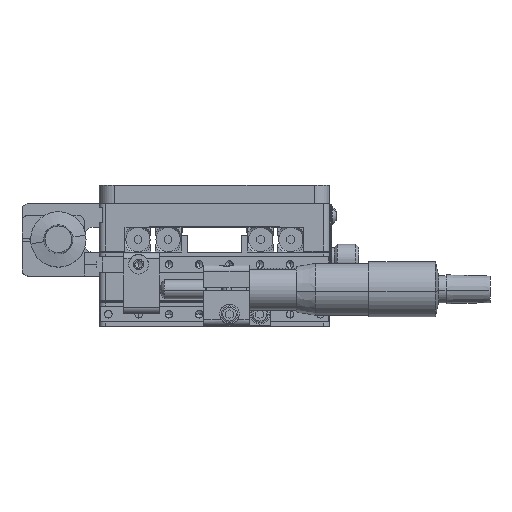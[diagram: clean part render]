
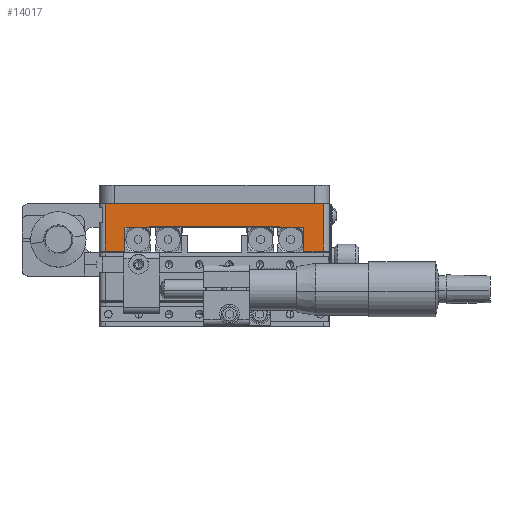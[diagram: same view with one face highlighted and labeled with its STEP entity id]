
A CAD part, top view. The second image highlights one B-rep face of the part: STEP entity #14017.
In plain terms, the highlighted planar face has unit normal (0, 0, 1).
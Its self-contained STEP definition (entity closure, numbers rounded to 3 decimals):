
#305 = LINE ( 'NONE', #33190, #47438 ) ;
#398 = CARTESIAN_POINT ( 'NONE',  ( -36., 16.4, 38. ) ) ;
#1168 = VERTEX_POINT ( 'NONE', #24907 ) ;
#1694 = EDGE_CURVE ( 'NONE', #48954, #76550, #42130, .T. ) ;
#2118 = ORIENTED_EDGE ( 'NONE', *, *, #58106, .F. ) ;
#3421 = CARTESIAN_POINT ( 'NONE',  ( 21.5, 24.3, 38. ) ) ;
#3860 = DIRECTION ( 'NONE',  ( -1., 0., 0. ) ) ;
#5374 = CARTESIAN_POINT ( 'NONE',  ( -38., 32.2, 38. ) ) ;
#9078 = ORIENTED_EDGE ( 'NONE', *, *, #68858, .F. ) ;
#11172 = CARTESIAN_POINT ( 'NONE',  ( -29.5, 16.4, 38. ) ) ;
#11518 = CARTESIAN_POINT ( 'NONE',  ( 29.5, 24.3, 38. ) ) ;
#11764 = VECTOR ( 'NONE', #3860, 1000. ) ;
#12824 = LINE ( 'NONE', #43058, #11764 ) ;
#12994 = CARTESIAN_POINT ( 'NONE',  ( -29.5, 16.4, 38. ) ) ;
#14017 = ADVANCED_FACE ( 'NONE', ( #25258 ), #75095, .F. ) ;
#15736 = LINE ( 'NONE', #11172, #58712 ) ;
#15788 = EDGE_CURVE ( 'NONE', #42917, #24926, #59792, .T. ) ;
#17872 = VERTEX_POINT ( 'NONE', #24447 ) ;
#18256 = ORIENTED_EDGE ( 'NONE', *, *, #1694, .F. ) ;
#18534 = DIRECTION ( 'NONE',  ( -1., 0., 0. ) ) ;
#18816 = CARTESIAN_POINT ( 'NONE',  ( -38., 16.4, 38. ) ) ;
#19149 = CARTESIAN_POINT ( 'NONE',  ( -21.5, 24.3, 38. ) ) ;
#20947 = DIRECTION ( 'NONE',  ( -1., 0., 0. ) ) ;
#21003 = VECTOR ( 'NONE', #83181, 1000. ) ;
#22018 = ORIENTED_EDGE ( 'NONE', *, *, #72023, .F. ) ;
#23382 = EDGE_CURVE ( 'NONE', #30532, #48954, #15736, .T. ) ;
#24325 = DIRECTION ( 'NONE',  ( 0., -1., 0. ) ) ;
#24447 = CARTESIAN_POINT ( 'NONE',  ( 36., 32.2, 38. ) ) ;
#24907 = CARTESIAN_POINT ( 'NONE',  ( -36., 32.2, 38. ) ) ;
#24926 = VERTEX_POINT ( 'NONE', #52291 ) ;
#25121 = CARTESIAN_POINT ( 'NONE',  ( 29.5, 24.3, 38. ) ) ;
#25258 = FACE_OUTER_BOUND ( 'NONE', #33097, .T. ) ;
#26174 = CARTESIAN_POINT ( 'NONE',  ( 36., 25.8, 38. ) ) ;
#26256 = CARTESIAN_POINT ( 'NONE',  ( -36., 25.8, 38. ) ) ;
#26937 = ORIENTED_EDGE ( 'NONE', *, *, #61566, .T. ) ;
#28507 = DIRECTION ( 'NONE',  ( 1., 0., 0. ) ) ;
#29284 = EDGE_CURVE ( 'NONE', #1168, #76550, #60427, .T. ) ;
#29579 = CARTESIAN_POINT ( 'NONE',  ( 36., 16.4, 38. ) ) ;
#29983 = VERTEX_POINT ( 'NONE', #29579 ) ;
#30122 = VECTOR ( 'NONE', #38296, 1000. ) ;
#30378 = DIRECTION ( 'NONE',  ( -1., 0., 0. ) ) ;
#30453 = VERTEX_POINT ( 'NONE', #56288 ) ;
#30532 = VERTEX_POINT ( 'NONE', #70227 ) ;
#31101 = CARTESIAN_POINT ( 'NONE',  ( -21.5, 24.4, 38. ) ) ;
#32009 = VECTOR ( 'NONE', #83713, 1000. ) ;
#32641 = ORIENTED_EDGE ( 'NONE', *, *, #50177, .F. ) ;
#32719 = DIRECTION ( 'NONE',  ( 0., 1., 0. ) ) ;
#33097 = EDGE_LOOP ( 'NONE', ( #9078, #26937, #33762, #37582, #18256, #42583, #42290, #2118, #72190, #53604, #32641, #22018 ) ) ;
#33190 = CARTESIAN_POINT ( 'NONE',  ( 29.5, 16.4, 38. ) ) ;
#33762 = ORIENTED_EDGE ( 'NONE', *, *, #75988, .F. ) ;
#35883 = DIRECTION ( 'NONE',  ( 0., 0., -1. ) ) ;
#37582 = ORIENTED_EDGE ( 'NONE', *, *, #29284, .T. ) ;
#38296 = DIRECTION ( 'NONE',  ( 0., -1., 0. ) ) ;
#39337 = LINE ( 'NONE', #19149, #30122 ) ;
#39629 = CARTESIAN_POINT ( 'NONE',  ( -21.5, 24.4, 38. ) ) ;
#40096 = VECTOR ( 'NONE', #18534, 1000. ) ;
#40439 = VERTEX_POINT ( 'NONE', #39629 ) ;
#42130 = LINE ( 'NONE', #18816, #40096 ) ;
#42290 = ORIENTED_EDGE ( 'NONE', *, *, #82852, .F. ) ;
#42583 = ORIENTED_EDGE ( 'NONE', *, *, #23382, .F. ) ;
#42917 = VERTEX_POINT ( 'NONE', #65531 ) ;
#43058 = CARTESIAN_POINT ( 'NONE',  ( -29.5, 24.3, 38. ) ) ;
#43079 = VECTOR ( 'NONE', #30378, 1000. ) ;
#45474 = LINE ( 'NONE', #5374, #21003 ) ;
#46090 = LINE ( 'NONE', #26174, #83903 ) ;
#46952 = CARTESIAN_POINT ( 'NONE',  ( 29.5, 16.4, 38. ) ) ;
#47438 = VECTOR ( 'NONE', #72965, 1000. ) ;
#48264 = CARTESIAN_POINT ( 'NONE',  ( -38., 25.8, 38. ) ) ;
#48954 = VERTEX_POINT ( 'NONE', #12994 ) ;
#50177 = EDGE_CURVE ( 'NONE', #50645, #42917, #60525, .T. ) ;
#50645 = VERTEX_POINT ( 'NONE', #25121 ) ;
#52291 = CARTESIAN_POINT ( 'NONE',  ( 21.5, 24.4, 38. ) ) ;
#53604 = ORIENTED_EDGE ( 'NONE', *, *, #15788, .F. ) ;
#56288 = CARTESIAN_POINT ( 'NONE',  ( 29.5, 16.4, 38. ) ) ;
#58106 = EDGE_CURVE ( 'NONE', #40439, #66976, #39337, .T. ) ;
#58712 = VECTOR ( 'NONE', #24325, 1000. ) ;
#59461 = VECTOR ( 'NONE', #79189, 1000. ) ;
#59792 = LINE ( 'NONE', #3421, #83301 ) ;
#60427 = LINE ( 'NONE', #26256, #59461 ) ;
#60525 = LINE ( 'NONE', #11518, #43079 ) ;
#61522 = DIRECTION ( 'NONE',  ( 0., 1., 0. ) ) ;
#61566 = EDGE_CURVE ( 'NONE', #29983, #17872, #46090, .T. ) ;
#65531 = CARTESIAN_POINT ( 'NONE',  ( 21.5, 24.3, 38. ) ) ;
#66976 = VERTEX_POINT ( 'NONE', #76083 ) ;
#68858 = EDGE_CURVE ( 'NONE', #29983, #30453, #72448, .T. ) ;
#70227 = CARTESIAN_POINT ( 'NONE',  ( -29.5, 24.3, 38. ) ) ;
#72023 = EDGE_CURVE ( 'NONE', #30453, #50645, #305, .T. ) ;
#72190 = ORIENTED_EDGE ( 'NONE', *, *, #76878, .F. ) ;
#72448 = LINE ( 'NONE', #46952, #73524 ) ;
#72965 = DIRECTION ( 'NONE',  ( 0., 1., 0. ) ) ;
#73524 = VECTOR ( 'NONE', #20947, 1000. ) ;
#75095 = PLANE ( 'NONE',  #79534 ) ;
#75988 = EDGE_CURVE ( 'NONE', #1168, #17872, #45474, .T. ) ;
#76083 = CARTESIAN_POINT ( 'NONE',  ( -21.5, 24.3, 38. ) ) ;
#76550 = VERTEX_POINT ( 'NONE', #398 ) ;
#76878 = EDGE_CURVE ( 'NONE', #24926, #40439, #84216, .T. ) ;
#79189 = DIRECTION ( 'NONE',  ( 0., -1., 0. ) ) ;
#79534 = AXIS2_PLACEMENT_3D ( 'NONE', #48264, #35883, #28507 ) ;
#82852 = EDGE_CURVE ( 'NONE', #66976, #30532, #12824, .T. ) ;
#83181 = DIRECTION ( 'NONE',  ( 1., 0., 0. ) ) ;
#83301 = VECTOR ( 'NONE', #61522, 1000. ) ;
#83713 = DIRECTION ( 'NONE',  ( -1., 0., 0. ) ) ;
#83903 = VECTOR ( 'NONE', #32719, 1000. ) ;
#84216 = LINE ( 'NONE', #31101, #32009 ) ;
